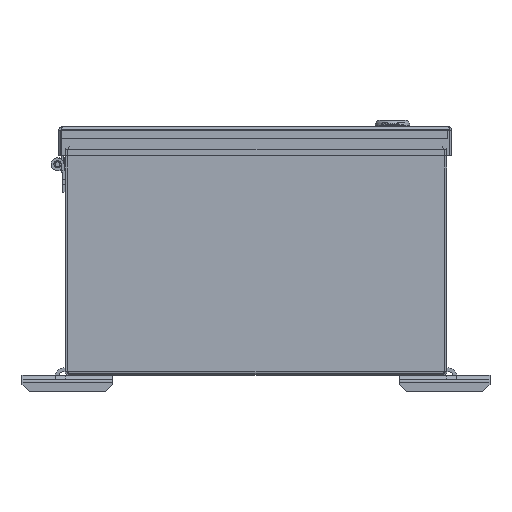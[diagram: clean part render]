
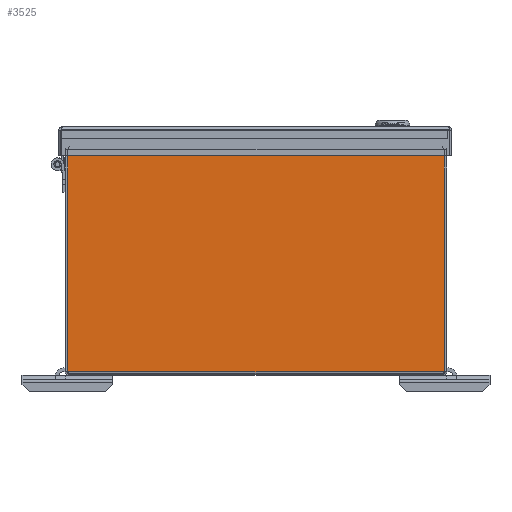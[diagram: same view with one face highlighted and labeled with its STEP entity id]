
A CAD part, front view. The second image highlights one B-rep face of the part: STEP entity #3525.
In plain terms, the highlighted planar face has unit normal (0, -1, 0).
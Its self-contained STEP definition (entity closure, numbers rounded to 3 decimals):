
#3525 = ADVANCED_FACE( '', ( #7676 ), #7677, .F. );
#7676 = FACE_OUTER_BOUND( '', #21518, .T. );
#7677 = PLANE( '', #21519 );
#21518 = EDGE_LOOP( '', ( #49395, #49396, #49397, #49398, #49399, #49400 ) );
#21519 = AXIS2_PLACEMENT_3D( '', #49401, #49402, #49403 );
#49395 = ORIENTED_EDGE( '', *, *, #62259, .T. );
#49396 = ORIENTED_EDGE( '', *, *, #61421, .F. );
#49397 = ORIENTED_EDGE( '', *, *, #62260, .T. );
#49398 = ORIENTED_EDGE( '', *, *, #62261, .T. );
#49399 = ORIENTED_EDGE( '', *, *, #61790, .T. );
#49400 = ORIENTED_EDGE( '', *, *, #61574, .T. );
#49401 = CARTESIAN_POINT( '', ( -876.148, -762., 0. ) );
#49402 = DIRECTION( '', ( 0., 1., 0. ) );
#49403 = DIRECTION( '', ( 0., 0., 1. ) );
#61421 = EDGE_CURVE( '', #67747, #67749, #67750, .T. );
#61574 = EDGE_CURVE( '', #65982, #67985, #67987, .T. );
#61790 = EDGE_CURVE( '', #65151, #65982, #68332, .T. );
#62259 = EDGE_CURVE( '', #67985, #67749, #69050, .T. );
#62260 = EDGE_CURVE( '', #67747, #69051, #69052, .T. );
#62261 = EDGE_CURVE( '', #69051, #65151, #69053, .F. );
#65151 = VERTEX_POINT( '', #72991 );
#65982 = VERTEX_POINT( '', #75083 );
#67747 = VERTEX_POINT( '', #79301 );
#67749 = VERTEX_POINT( '', #79312 );
#67750 = LINE( '', #79313, #79314 );
#67985 = VERTEX_POINT( '', #79942 );
#67987 = LINE( '', #79945, #79946 );
#68332 = LINE( '', #80791, #80792 );
#69050 = LINE( '', #82369, #82370 );
#69051 = VERTEX_POINT( '', #82371 );
#69052 = LINE( '', #82372, #82373 );
#69053 = LINE( '', #82374, #82375 );
#72991 = CARTESIAN_POINT( '', ( -125.473, -762., 2.337 ) );
#75083 = CARTESIAN_POINT( '', ( 125.473, -762., 2.337 ) );
#79301 = CARTESIAN_POINT( '', ( -125.463, -762., 150.063 ) );
#79312 = CARTESIAN_POINT( '', ( 125.463, -762., 150.063 ) );
#79313 = CARTESIAN_POINT( '', ( -876.148, -762., 150.063 ) );
#79314 = VECTOR( '', #92513, 1000. );
#79942 = CARTESIAN_POINT( '', ( 125.473, -762., 150.053 ) );
#79945 = CARTESIAN_POINT( '', ( 125.473, -762., 0. ) );
#79946 = VECTOR( '', #92630, 1000. );
#80791 = CARTESIAN_POINT( '', ( -876.148, -762., 2.337 ) );
#80792 = VECTOR( '', #92799, 1000. );
#82369 = CARTESIAN_POINT( '', ( 126.008, -762., 149.518 ) );
#82370 = VECTOR( '', #93164, 1000. );
#82371 = CARTESIAN_POINT( '', ( -125.473, -762., 150.053 ) );
#82372 = CARTESIAN_POINT( '', ( -115.617, -762., 159.909 ) );
#82373 = VECTOR( '', #93165, 1000. );
#82374 = CARTESIAN_POINT( '', ( -125.473, -762., 0. ) );
#82375 = VECTOR( '', #93166, 1000. );
#92513 = DIRECTION( '', ( 1., 0., 0. ) );
#92630 = DIRECTION( '', ( 0., 0., 1. ) );
#92799 = DIRECTION( '', ( 1., 0., 0. ) );
#93164 = DIRECTION( '', ( -0.707, 0., 0.707 ) );
#93165 = DIRECTION( '', ( -0.707, 0., -0.707 ) );
#93166 = DIRECTION( '', ( 0., 0., 1. ) );
